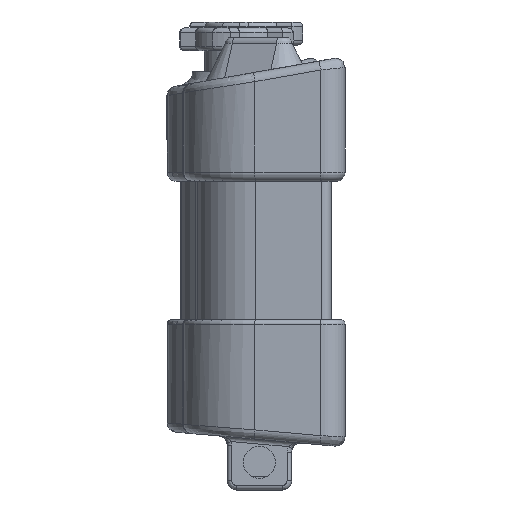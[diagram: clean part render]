
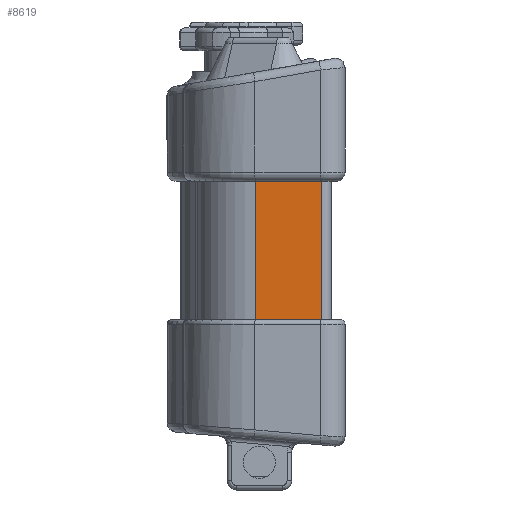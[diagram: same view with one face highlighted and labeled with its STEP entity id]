
A CAD part, front view. The second image highlights one B-rep face of the part: STEP entity #8619.
In plain terms, the highlighted planar face has unit normal (-0.059, -0.998, 0).
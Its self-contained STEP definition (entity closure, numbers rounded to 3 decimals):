
#661=PLANE('',#9327);
#804=FACE_OUTER_BOUND('',#1364,.T.);
#1364=EDGE_LOOP('',(#5797,#5798,#5799,#5800));
#1932=LINE('',#13118,#2434);
#1937=LINE('',#13175,#2439);
#1951=LINE('',#13240,#2453);
#1961=LINE('',#13258,#2463);
#2434=VECTOR('',#10397,10.);
#2439=VECTOR('',#10454,10.);
#2453=VECTOR('',#10532,10.);
#2463=VECTOR('',#10558,10.);
#3439=VERTEX_POINT('',#13115);
#3440=VERTEX_POINT('',#13117);
#3465=VERTEX_POINT('',#13172);
#3466=VERTEX_POINT('',#13174);
#4272=EDGE_CURVE('',#3439,#3440,#1932,.T.);
#4301=EDGE_CURVE('',#3465,#3466,#1937,.T.);
#4335=EDGE_CURVE('',#3439,#3466,#1951,.T.);
#4345=EDGE_CURVE('',#3465,#3440,#1961,.T.);
#5797=ORIENTED_EDGE('',*,*,#4335,.T.);
#5798=ORIENTED_EDGE('',*,*,#4301,.F.);
#5799=ORIENTED_EDGE('',*,*,#4345,.T.);
#5800=ORIENTED_EDGE('',*,*,#4272,.F.);
#8619=ADVANCED_FACE('',(#804),#661,.T.);
#9327=AXIS2_PLACEMENT_3D('',#13263,#10566,#10567);
#10397=DIRECTION('',(-0.998,0.059,0.));
#10454=DIRECTION('',(0.998,-0.059,0.));
#10532=DIRECTION('',(0.,0.,1.));
#10558=DIRECTION('',(0.,0.,-1.));
#10566=DIRECTION('center_axis',(-0.059,-0.998,0.));
#10567=DIRECTION('ref_axis',(0.998,-0.059,0.));
#13115=CARTESIAN_POINT('',(164.017,-129.704,35.));
#13117=CARTESIAN_POINT('',(149.744,-128.859,35.));
#13118=CARTESIAN_POINT('',(148.833,-128.805,35.));
#13172=CARTESIAN_POINT('',(149.744,-128.859,93.));
#13174=CARTESIAN_POINT('',(164.017,-129.704,93.));
#13175=CARTESIAN_POINT('',(155.8,-129.218,93.));
#13240=CARTESIAN_POINT('',(164.017,-129.704,43.));
#13258=CARTESIAN_POINT('',(149.744,-128.859,93.));
#13263=CARTESIAN_POINT('Origin',(149.744,-128.859,48.));
